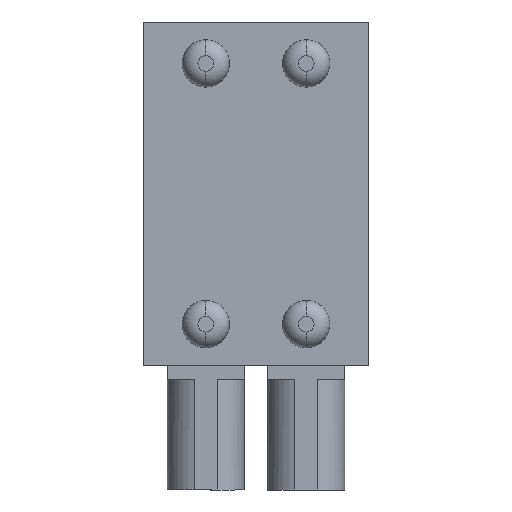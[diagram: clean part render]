
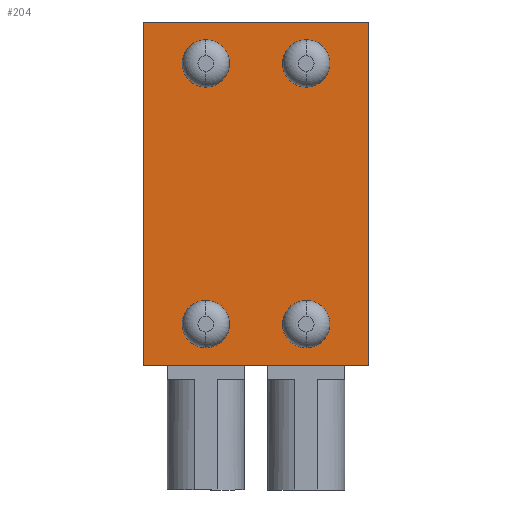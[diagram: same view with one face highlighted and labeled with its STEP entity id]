
A CAD part, front view. The second image highlights one B-rep face of the part: STEP entity #204.
In plain terms, the highlighted planar face has unit normal (0, -1, 0).
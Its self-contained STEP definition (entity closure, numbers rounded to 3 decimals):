
#37 = EDGE_CURVE ( 'NONE', #1757, #1378, #1831, .T. ) ;
#116 = CARTESIAN_POINT ( 'NONE',  ( -2.85, 0., 4.35 ) ) ;
#136 = DIRECTION ( 'NONE',  ( 1., 0., 0. ) ) ;
#161 = VERTEX_POINT ( 'NONE', #1225 ) ;
#173 = CARTESIAN_POINT ( 'NONE',  ( 0., 0., 0. ) ) ;
#204 = ADVANCED_FACE ( 'NONE', ( #2908, #474, #2057, #2343, #2949 ), #918, .F. ) ;
#229 = AXIS2_PLACEMENT_3D ( 'NONE', #173, #2764, #1190 ) ;
#292 = CARTESIAN_POINT ( 'NONE',  ( -1.27, 0., 3.9 ) ) ;
#311 = EDGE_CURVE ( 'NONE', #161, #2005, #1684, .T. ) ;
#326 = DIRECTION ( 'NONE',  ( 0., -1., 0. ) ) ;
#351 = DIRECTION ( 'NONE',  ( 0., 0., 1. ) ) ;
#381 = CARTESIAN_POINT ( 'NONE',  ( 2.85, 0., -4.35 ) ) ;
#430 = LINE ( 'NONE', #381, #2905 ) ;
#458 = EDGE_LOOP ( 'NONE', ( #1851, #2742 ) ) ;
#474 = FACE_BOUND ( 'NONE', #458, .T. ) ;
#494 = ORIENTED_EDGE ( 'NONE', *, *, #2407, .F. ) ;
#634 = CARTESIAN_POINT ( 'NONE',  ( -2.85, 0., -4.35 ) ) ;
#679 = DIRECTION ( 'NONE',  ( 0., 0., -1. ) ) ;
#770 = VERTEX_POINT ( 'NONE', #1019 ) ;
#819 = VERTEX_POINT ( 'NONE', #2620 ) ;
#886 = LINE ( 'NONE', #932, #3177 ) ;
#918 = PLANE ( 'NONE',  #229 ) ;
#932 = CARTESIAN_POINT ( 'NONE',  ( -2.85, 0., 4.35 ) ) ;
#958 = AXIS2_PLACEMENT_3D ( 'NONE', #2717, #326, #1370 ) ;
#1006 = VERTEX_POINT ( 'NONE', #116 ) ;
#1019 = CARTESIAN_POINT ( 'NONE',  ( -1.27, 0., -2.7 ) ) ;
#1030 = EDGE_LOOP ( 'NONE', ( #2056, #2452 ) ) ;
#1122 = DIRECTION ( 'NONE',  ( 0., 0., 1. ) ) ;
#1159 = EDGE_LOOP ( 'NONE', ( #2424, #1553 ) ) ;
#1161 = AXIS2_PLACEMENT_3D ( 'NONE', #1397, #1935, #351 ) ;
#1162 = VERTEX_POINT ( 'NONE', #2283 ) ;
#1190 = DIRECTION ( 'NONE',  ( 0., 0., 1. ) ) ;
#1197 = CARTESIAN_POINT ( 'NONE',  ( 1.27, 0., 3.3 ) ) ;
#1225 = CARTESIAN_POINT ( 'NONE',  ( 2.85, 0., -4.35 ) ) ;
#1247 = CARTESIAN_POINT ( 'NONE',  ( -1.27, 0., 3.3 ) ) ;
#1256 = CARTESIAN_POINT ( 'NONE',  ( 1.27, 0., -3.3 ) ) ;
#1341 = AXIS2_PLACEMENT_3D ( 'NONE', #1951, #2442, #1122 ) ;
#1370 = DIRECTION ( 'NONE',  ( 0., 0., 1. ) ) ;
#1378 = VERTEX_POINT ( 'NONE', #1622 ) ;
#1397 = CARTESIAN_POINT ( 'NONE',  ( 1.27, 0., -3.3 ) ) ;
#1404 = EDGE_LOOP ( 'NONE', ( #3265, #3287, #494, #3067 ) ) ;
#1514 = EDGE_CURVE ( 'NONE', #2533, #770, #2546, .T. ) ;
#1553 = ORIENTED_EDGE ( 'NONE', *, *, #1514, .F. ) ;
#1622 = CARTESIAN_POINT ( 'NONE',  ( 1.27, 0., -2.7 ) ) ;
#1677 = EDGE_CURVE ( 'NONE', #1804, #2537, #2910, .T. ) ;
#1684 = LINE ( 'NONE', #3111, #3219 ) ;
#1752 = DIRECTION ( 'NONE',  ( 0., 0., 1. ) ) ;
#1753 = DIRECTION ( 'NONE',  ( 0., 0., 1. ) ) ;
#1757 = VERTEX_POINT ( 'NONE', #1879 ) ;
#1801 = CARTESIAN_POINT ( 'NONE',  ( -1.27, 0., 2.7 ) ) ;
#1804 = VERTEX_POINT ( 'NONE', #292 ) ;
#1831 = CIRCLE ( 'NONE', #1161, 0.6 ) ;
#1840 = DIRECTION ( 'NONE',  ( 0., 0., 1. ) ) ;
#1851 = ORIENTED_EDGE ( 'NONE', *, *, #2590, .F. ) ;
#1855 = EDGE_CURVE ( 'NONE', #2537, #1804, #3028, .T. ) ;
#1879 = CARTESIAN_POINT ( 'NONE',  ( 1.27, 0., -3.9 ) ) ;
#1922 = AXIS2_PLACEMENT_3D ( 'NONE', #1247, #2289, #1752 ) ;
#1935 = DIRECTION ( 'NONE',  ( 0., -1., 0. ) ) ;
#1943 = CIRCLE ( 'NONE', #2600, 0.6 ) ;
#1951 = CARTESIAN_POINT ( 'NONE',  ( -1.27, 0., 3.3 ) ) ;
#1984 = CIRCLE ( 'NONE', #3214, 0.6 ) ;
#2005 = VERTEX_POINT ( 'NONE', #634 ) ;
#2025 = VECTOR ( 'NONE', #1753, 1000. ) ;
#2044 = DIRECTION ( 'NONE',  ( 0., 0., 1. ) ) ;
#2056 = ORIENTED_EDGE ( 'NONE', *, *, #2945, .F. ) ;
#2057 = FACE_BOUND ( 'NONE', #2666, .T. ) ;
#2115 = LINE ( 'NONE', #2999, #2025 ) ;
#2143 = CIRCLE ( 'NONE', #2671, 0.6 ) ;
#2145 = AXIS2_PLACEMENT_3D ( 'NONE', #2886, #3362, #1840 ) ;
#2251 = VERTEX_POINT ( 'NONE', #2595 ) ;
#2283 = CARTESIAN_POINT ( 'NONE',  ( 1.27, 0., 3.9 ) ) ;
#2289 = DIRECTION ( 'NONE',  ( 0., -1., 0. ) ) ;
#2343 = FACE_BOUND ( 'NONE', #1030, .T. ) ;
#2400 = DIRECTION ( 'NONE',  ( 0., -1., 0. ) ) ;
#2407 = EDGE_CURVE ( 'NONE', #2005, #1006, #2115, .T. ) ;
#2424 = ORIENTED_EDGE ( 'NONE', *, *, #3087, .F. ) ;
#2442 = DIRECTION ( 'NONE',  ( 0., -1., 0. ) ) ;
#2452 = ORIENTED_EDGE ( 'NONE', *, *, #2483, .F. ) ;
#2483 = EDGE_CURVE ( 'NONE', #2251, #1162, #1943, .T. ) ;
#2533 = VERTEX_POINT ( 'NONE', #3393 ) ;
#2537 = VERTEX_POINT ( 'NONE', #1801 ) ;
#2546 = CIRCLE ( 'NONE', #958, 0.6 ) ;
#2590 = EDGE_CURVE ( 'NONE', #1378, #1757, #1984, .T. ) ;
#2595 = CARTESIAN_POINT ( 'NONE',  ( 1.27, 0., 2.7 ) ) ;
#2600 = AXIS2_PLACEMENT_3D ( 'NONE', #1197, #3332, #2044 ) ;
#2620 = CARTESIAN_POINT ( 'NONE',  ( 2.85, 0., 4.35 ) ) ;
#2648 = DIRECTION ( 'NONE',  ( 0., 0., 1. ) ) ;
#2666 = EDGE_LOOP ( 'NONE', ( #3373, #3213 ) ) ;
#2671 = AXIS2_PLACEMENT_3D ( 'NONE', #2902, #2400, #2648 ) ;
#2717 = CARTESIAN_POINT ( 'NONE',  ( -1.27, 0., -3.3 ) ) ;
#2742 = ORIENTED_EDGE ( 'NONE', *, *, #37, .F. ) ;
#2764 = DIRECTION ( 'NONE',  ( 0., 1., 0. ) ) ;
#2886 = CARTESIAN_POINT ( 'NONE',  ( 1.27, 0., 3.3 ) ) ;
#2902 = CARTESIAN_POINT ( 'NONE',  ( -1.27, 0., -3.3 ) ) ;
#2905 = VECTOR ( 'NONE', #679, 1000. ) ;
#2908 = FACE_BOUND ( 'NONE', #1159, .T. ) ;
#2910 = CIRCLE ( 'NONE', #1922, 0.6 ) ;
#2945 = EDGE_CURVE ( 'NONE', #1162, #2251, #3186, .T. ) ;
#2949 = FACE_OUTER_BOUND ( 'NONE', #1404, .T. ) ;
#2999 = CARTESIAN_POINT ( 'NONE',  ( -2.85, 0., -4.35 ) ) ;
#3028 = CIRCLE ( 'NONE', #1341, 0.6 ) ;
#3067 = ORIENTED_EDGE ( 'NONE', *, *, #311, .F. ) ;
#3085 = DIRECTION ( 'NONE',  ( 0., -1., 0. ) ) ;
#3087 = EDGE_CURVE ( 'NONE', #770, #2533, #2143, .T. ) ;
#3111 = CARTESIAN_POINT ( 'NONE',  ( -2.85, 0., -4.35 ) ) ;
#3177 = VECTOR ( 'NONE', #136, 1000. ) ;
#3186 = CIRCLE ( 'NONE', #2145, 0.6 ) ;
#3213 = ORIENTED_EDGE ( 'NONE', *, *, #1855, .F. ) ;
#3214 = AXIS2_PLACEMENT_3D ( 'NONE', #1256, #3085, #3339 ) ;
#3219 = VECTOR ( 'NONE', #3382, 1000. ) ;
#3265 = ORIENTED_EDGE ( 'NONE', *, *, #3348, .F. ) ;
#3287 = ORIENTED_EDGE ( 'NONE', *, *, #3300, .F. ) ;
#3300 = EDGE_CURVE ( 'NONE', #1006, #819, #886, .T. ) ;
#3332 = DIRECTION ( 'NONE',  ( 0., -1., 0. ) ) ;
#3339 = DIRECTION ( 'NONE',  ( 0., 0., 1. ) ) ;
#3348 = EDGE_CURVE ( 'NONE', #819, #161, #430, .T. ) ;
#3362 = DIRECTION ( 'NONE',  ( 0., -1., 0. ) ) ;
#3373 = ORIENTED_EDGE ( 'NONE', *, *, #1677, .F. ) ;
#3382 = DIRECTION ( 'NONE',  ( -1., 0., 0. ) ) ;
#3393 = CARTESIAN_POINT ( 'NONE',  ( -1.27, 0., -3.9 ) ) ;
